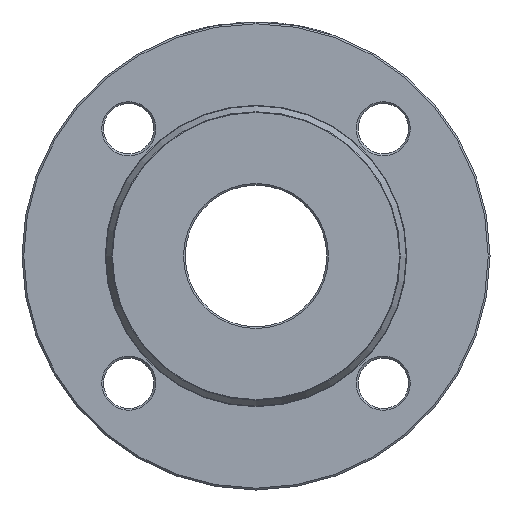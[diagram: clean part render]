
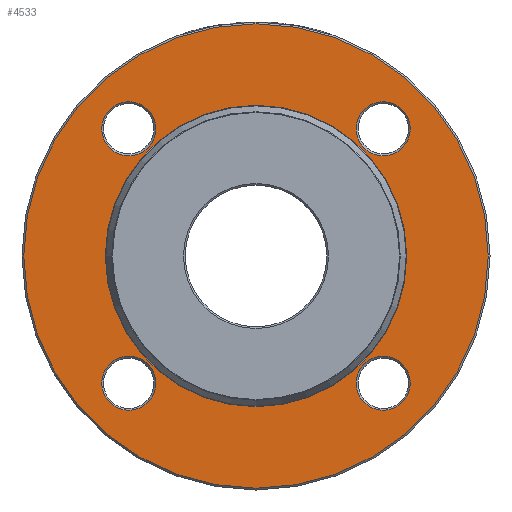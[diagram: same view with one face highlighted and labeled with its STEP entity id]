
A CAD part, left-side view. The second image highlights one B-rep face of the part: STEP entity #4533.
In plain terms, the highlighted planar face has unit normal (-1, 0, 0).
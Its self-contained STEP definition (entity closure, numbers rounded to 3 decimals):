
#112 = AXIS2_PLACEMENT_3D ( 'NONE', #2673, #4073, #2289 ) ;
#154 = CARTESIAN_POINT ( 'NONE',  ( 3., 35.355, -35.355 ) ) ;
#200 = CARTESIAN_POINT ( 'NONE',  ( 3., 42.855, 35.355 ) ) ;
#341 = CIRCLE ( 'NONE', #712, 7.5 ) ;
#518 = PLANE ( 'NONE',  #1431 ) ;
#553 = AXIS2_PLACEMENT_3D ( 'NONE', #2334, #3747, #2994 ) ;
#569 = CARTESIAN_POINT ( 'NONE',  ( 3., 0., -64.5 ) ) ;
#580 = ORIENTED_EDGE ( 'NONE', *, *, #1050, .T. ) ;
#589 = EDGE_LOOP ( 'NONE', ( #1935 ) ) ;
#712 = AXIS2_PLACEMENT_3D ( 'NONE', #4002, #860, #2267 ) ;
#813 = ORIENTED_EDGE ( 'NONE', *, *, #1993, .T. ) ;
#860 = DIRECTION ( 'NONE',  ( 1., 0., 0. ) ) ;
#861 = DIRECTION ( 'NONE',  ( 0., 0., -1. ) ) ;
#902 = CARTESIAN_POINT ( 'NONE',  ( 3., -35.355, 42.855 ) ) ;
#912 = CIRCLE ( 'NONE', #112, 7.5 ) ;
#971 = EDGE_CURVE ( 'NONE', #3679, #3679, #2533, .T. ) ;
#974 = EDGE_CURVE ( 'NONE', #2311, #2311, #912, .T. ) ;
#1028 = ORIENTED_EDGE ( 'NONE', *, *, #1035, .T. ) ;
#1035 = EDGE_CURVE ( 'NONE', #1969, #1969, #341, .T. ) ;
#1050 = EDGE_CURVE ( 'NONE', #4456, #4456, #2894, .T. ) ;
#1086 = DIRECTION ( 'NONE',  ( 1., 0., 0. ) ) ;
#1191 = FACE_BOUND ( 'NONE', #589, .T. ) ;
#1192 = DIRECTION ( 'NONE',  ( 1., 0., 0. ) ) ;
#1248 = EDGE_LOOP ( 'NONE', ( #580 ) ) ;
#1346 = DIRECTION ( 'NONE',  ( 0., 0., -1. ) ) ;
#1348 = CIRCLE ( 'NONE', #1720, 41.848 ) ;
#1400 = CARTESIAN_POINT ( 'NONE',  ( 3., 0., 0. ) ) ;
#1431 = AXIS2_PLACEMENT_3D ( 'NONE', #3975, #1918, #3306 ) ;
#1511 = AXIS2_PLACEMENT_3D ( 'NONE', #1400, #3079, #2041 ) ;
#1656 = EDGE_CURVE ( 'NONE', #1943, #1943, #1348, .T. ) ;
#1694 = CARTESIAN_POINT ( 'NONE',  ( 3., 0., -41.848 ) ) ;
#1720 = AXIS2_PLACEMENT_3D ( 'NONE', #4226, #1086, #1346 ) ;
#1796 = AXIS2_PLACEMENT_3D ( 'NONE', #154, #1192, #861 ) ;
#1898 = FACE_OUTER_BOUND ( 'NONE', #1248, .T. ) ;
#1918 = DIRECTION ( 'NONE',  ( 1., 0., 0. ) ) ;
#1935 = ORIENTED_EDGE ( 'NONE', *, *, #1656, .T. ) ;
#1943 = VERTEX_POINT ( 'NONE', #1694 ) ;
#1969 = VERTEX_POINT ( 'NONE', #902 ) ;
#1993 = EDGE_CURVE ( 'NONE', #4072, #4072, #3767, .T. ) ;
#2041 = DIRECTION ( 'NONE',  ( 0., 0., -1. ) ) ;
#2056 = ORIENTED_EDGE ( 'NONE', *, *, #974, .T. ) ;
#2266 = FACE_BOUND ( 'NONE', #4383, .T. ) ;
#2267 = DIRECTION ( 'NONE',  ( 0., 0., 1. ) ) ;
#2289 = DIRECTION ( 'NONE',  ( 0., 1., 0. ) ) ;
#2311 = VERTEX_POINT ( 'NONE', #200 ) ;
#2334 = CARTESIAN_POINT ( 'NONE',  ( 3., -35.355, -35.355 ) ) ;
#2533 = CIRCLE ( 'NONE', #553, 7.5 ) ;
#2650 = CARTESIAN_POINT ( 'NONE',  ( 3., 35.355, -42.855 ) ) ;
#2673 = CARTESIAN_POINT ( 'NONE',  ( 3., 35.355, 35.355 ) ) ;
#2799 = EDGE_LOOP ( 'NONE', ( #2056 ) ) ;
#2894 = CIRCLE ( 'NONE', #1511, 64.5 ) ;
#2971 = FACE_BOUND ( 'NONE', #2799, .T. ) ;
#2994 = DIRECTION ( 'NONE',  ( 0., -1., 0. ) ) ;
#3079 = DIRECTION ( 'NONE',  ( -1., 0., 0. ) ) ;
#3082 = EDGE_LOOP ( 'NONE', ( #1028 ) ) ;
#3306 = DIRECTION ( 'NONE',  ( 0., 0., -1. ) ) ;
#3358 = CARTESIAN_POINT ( 'NONE',  ( 3., -42.855, -35.355 ) ) ;
#3657 = FACE_BOUND ( 'NONE', #4108, .T. ) ;
#3679 = VERTEX_POINT ( 'NONE', #3358 ) ;
#3747 = DIRECTION ( 'NONE',  ( 1., 0., 0. ) ) ;
#3767 = CIRCLE ( 'NONE', #1796, 7.5 ) ;
#3975 = CARTESIAN_POINT ( 'NONE',  ( 3., 41.732, 0. ) ) ;
#4002 = CARTESIAN_POINT ( 'NONE',  ( 3., -35.355, 35.355 ) ) ;
#4072 = VERTEX_POINT ( 'NONE', #2650 ) ;
#4073 = DIRECTION ( 'NONE',  ( 1., 0., 0. ) ) ;
#4108 = EDGE_LOOP ( 'NONE', ( #813 ) ) ;
#4226 = CARTESIAN_POINT ( 'NONE',  ( 3., 0., 0. ) ) ;
#4301 = FACE_BOUND ( 'NONE', #3082, .T. ) ;
#4383 = EDGE_LOOP ( 'NONE', ( #4426 ) ) ;
#4426 = ORIENTED_EDGE ( 'NONE', *, *, #971, .T. ) ;
#4456 = VERTEX_POINT ( 'NONE', #569 ) ;
#4533 = ADVANCED_FACE ( 'NONE', ( #2266, #4301, #2971, #3657, #1191, #1898 ), #518, .F. ) ;
